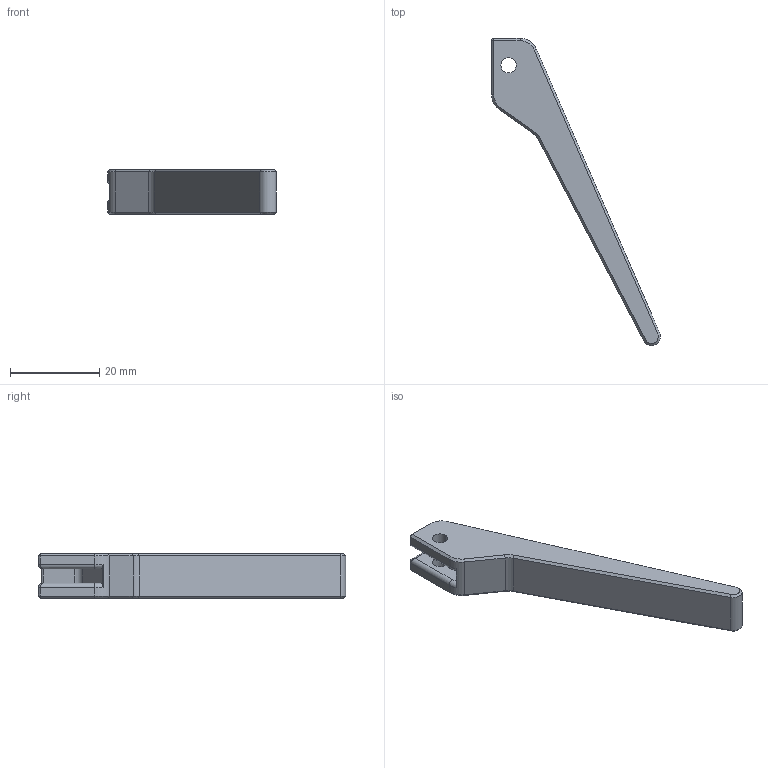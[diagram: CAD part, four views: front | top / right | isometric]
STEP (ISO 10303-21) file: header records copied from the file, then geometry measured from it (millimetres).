
FILE_DESCRIPTION (( 'STEP AP214' ), '1' );
FILE_NAME ('Leg.STEP', '2025-10-14T19:12:18', ( '' ), ( '' ), 'SwSTEP 2.0', 'SolidWorks 2025', '' );
FILE_SCHEMA (( 'AUTOMOTIVE_DESIGN' ));
Length unit declared in the file: millimetre
Products named in the file (1): Leg
Bounding box: 37.8 x 68.73 x 10 mm (x, y, z)
Volume: 5160.4 mm3; surface area: 2852.7 mm2
Topology: 1 solids, 1 shells, 58 faces, 139 edges, 79 vertices
Faces by surface type: plane 23, cylinder 18, cone 11, torus 4, bspline 2
Entity records: 1733 total; most frequent: CARTESIAN_POINT 391, DIRECTION 282, ORIENTED_EDGE 270, EDGE_CURVE 135, AXIS2_PLACEMENT_3D 102, VERTEX_POINT 79, VECTOR 78, LINE 78
